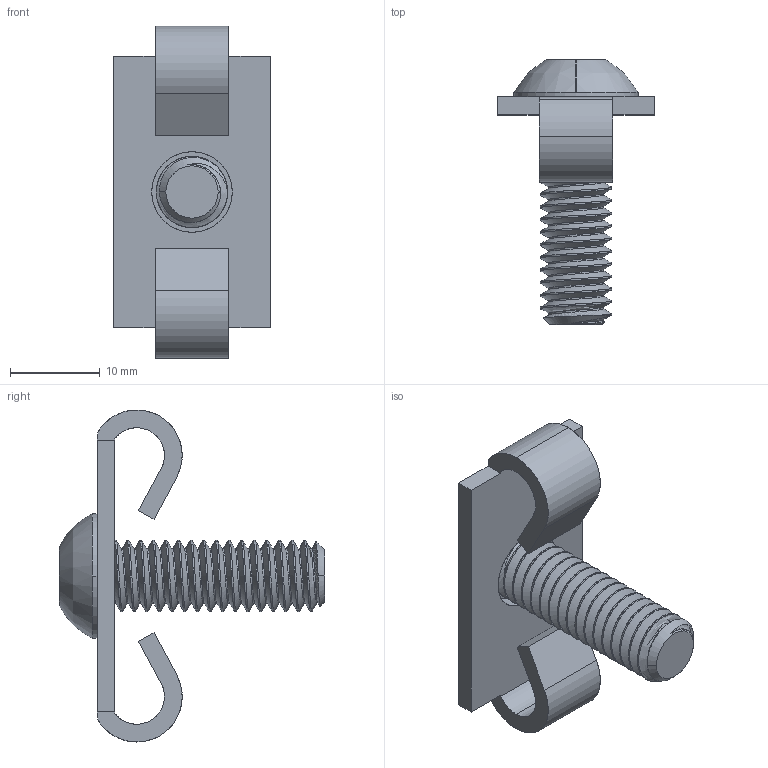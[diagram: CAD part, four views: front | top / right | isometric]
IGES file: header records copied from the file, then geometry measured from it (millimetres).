
Start section: SolidWorks IGES file using analytic representation for surfaces
Global section: file name: REVDELTA_A-FST-EF-SS-15-00001; END FASTENER; 15 SERIES;A-FST-EF-SS-15-00001-900021.IGS; native system: SolidWorks 2019; preprocessor: SolidWorks 2019; author: Andrew; date: 250930.212230; units: inch
Bounding box: 17.53 x 29.62 x 37.08 mm (x, y, z)
Surface area: 3292 mm2 (no closed solid volume)
Topology: 0 solids, 0 shells, 103 faces, 1591 edges, 1589 vertices
Faces by surface type: revolution 67, bspline 36
